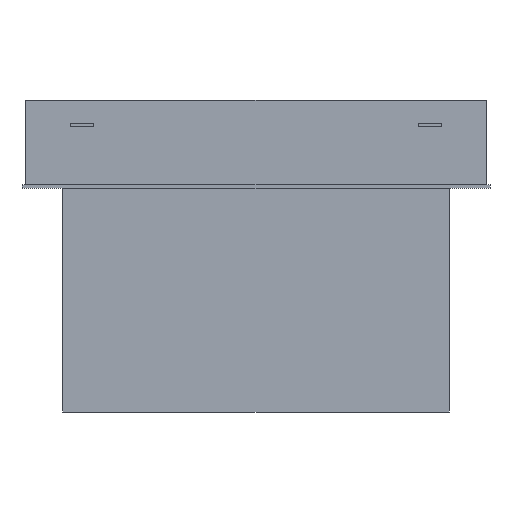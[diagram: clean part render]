
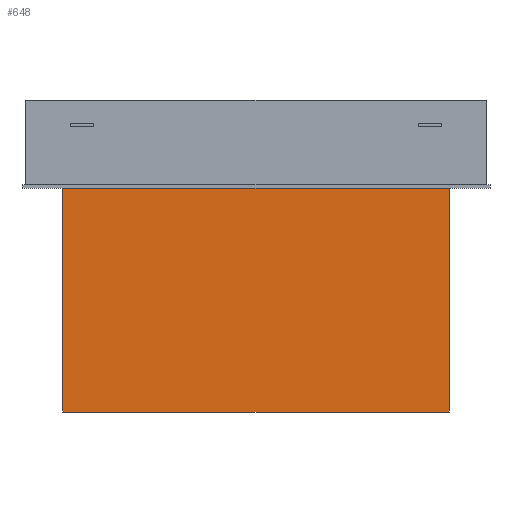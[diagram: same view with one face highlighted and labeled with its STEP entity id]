
A CAD part, front view. The second image highlights one B-rep face of the part: STEP entity #648.
In plain terms, the highlighted planar face has unit normal (0, -1, 0).
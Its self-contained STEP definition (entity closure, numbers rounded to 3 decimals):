
#172=ORIENTED_EDGE('',*,*,#195,.T.);
#173=ORIENTED_EDGE('',*,*,#267,.F.);
#174=ORIENTED_EDGE('',*,*,#268,.F.);
#175=ORIENTED_EDGE('',*,*,#264,.T.);
#195=EDGE_CURVE('',#277,#279,#335,.T.);
#264=EDGE_CURVE('',#324,#277,#404,.T.);
#267=EDGE_CURVE('',#326,#279,#407,.T.);
#268=EDGE_CURVE('',#324,#326,#408,.T.);
#277=VERTEX_POINT('',#871);
#279=VERTEX_POINT('',#875);
#324=VERTEX_POINT('',#1021);
#326=VERTEX_POINT('',#1027);
#335=LINE('',#876,#419);
#404=LINE('',#1020,#488);
#407=LINE('',#1026,#491);
#408=LINE('',#1028,#492);
#419=VECTOR('',#712,1000.);
#488=VECTOR('',#843,1000.);
#491=VECTOR('',#848,1000.);
#492=VECTOR('',#849,1000.);
#534=EDGE_LOOP('',(#172,#173,#174,#175));
#576=FACE_BOUND('',#534,.T.);
#612=PLANE('',#697);
#648=ADVANCED_FACE('',(#576),#612,.F.);
#697=AXIS2_PLACEMENT_3D('',#1025,#846,#847);
#712=DIRECTION('',(-1.,0.,0.));
#843=DIRECTION('',(0.,0.,1.));
#846=DIRECTION('',(0.,1.,0.));
#847=DIRECTION('',(0.,0.,1.));
#848=DIRECTION('',(0.,0.,1.));
#849=DIRECTION('',(-1.,0.,0.));
#871=CARTESIAN_POINT('',(125.,-7.5,-2.));
#875=CARTESIAN_POINT('',(-125.,-7.5,-2.));
#876=CARTESIAN_POINT('',(125.,-7.5,-2.));
#1020=CARTESIAN_POINT('',(125.,-7.5,-147.));
#1021=CARTESIAN_POINT('',(125.,-7.5,-147.));
#1025=CARTESIAN_POINT('',(125.,-7.5,-147.));
#1026=CARTESIAN_POINT('',(-125.,-7.5,-147.));
#1027=CARTESIAN_POINT('',(-125.,-7.5,-147.));
#1028=CARTESIAN_POINT('',(125.,-7.5,-147.));
